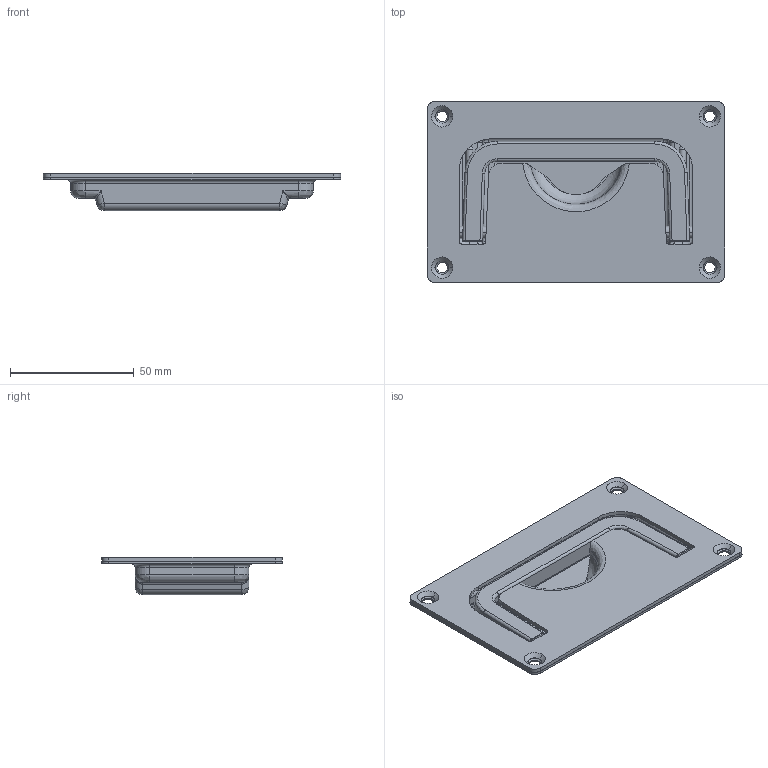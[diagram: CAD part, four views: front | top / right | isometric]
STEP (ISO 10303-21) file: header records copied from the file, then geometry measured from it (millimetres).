
FILE_DESCRIPTION(/* description */ (''),/* implementation_level */ '2;1');
FILE_NAME(/* name */ 'LS613',/* time_stamp */ '2025-08-26T08:32:33+08:00',/* author */ (''),/* organization */ (''),/* preprocessor_version */ 'ST-DEVELOPER v19.2',/* originating_system */ 'Rhino 8.5',/* authorisation */ '');
FILE_SCHEMA (('CONFIG_CONTROL_DESIGN'));
Length unit declared in the file: millimetre
Products named in the file (1): Document
Bounding box: 120 x 73 x 15.1 mm (x, y, z)
Volume: 35426.8 mm3; surface area: 49023 mm2
Topology: 5 solids, 5 shells, 312 faces, 772 edges, 452 vertices
Faces by surface type: cylinder 141, bspline 92, plane 79
Entity records: 13235 total; most frequent: CARTESIAN_POINT 6968, ORIENTED_EDGE 1496, DIRECTION 779, EDGE_CURVE 748, AXIS2_PLACEMENT_3D 499, VERTEX_POINT 452, B_SPLINE_CURVE_WITH_KNOTS 428, EDGE_LOOP 342
